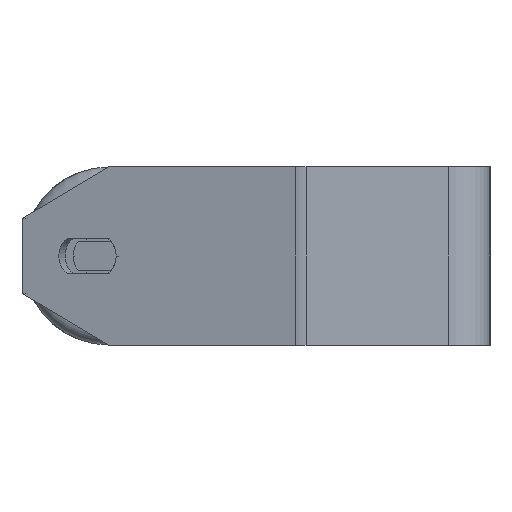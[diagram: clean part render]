
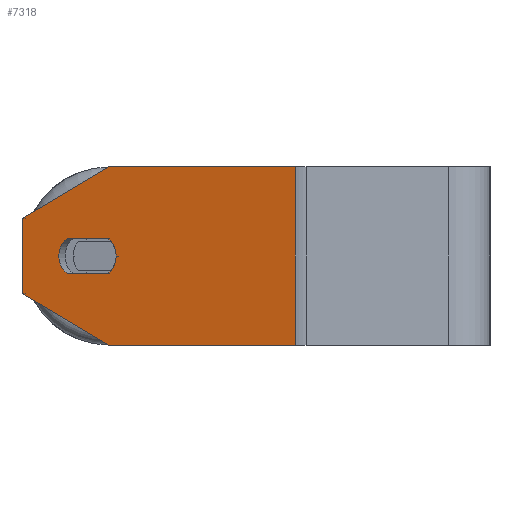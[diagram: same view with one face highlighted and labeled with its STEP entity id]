
A CAD part, left-side view. The second image highlights one B-rep face of the part: STEP entity #7318.
In plain terms, the highlighted planar face has unit normal (-0.966, 0.259, 0).
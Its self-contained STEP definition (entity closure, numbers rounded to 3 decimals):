
#29 = PLANE ( 'NONE',  #2942 ) ;
#78 = LINE ( 'NONE', #807, #6528 ) ;
#118 = DIRECTION ( 'NONE',  ( 0.966, -0.259, 0. ) ) ;
#366 = DIRECTION ( 'NONE',  ( -0.259, -0.966, 0. ) ) ;
#431 = ORIENTED_EDGE ( 'NONE', *, *, #8118, .F. ) ;
#436 = CARTESIAN_POINT ( 'NONE',  ( -343.341, 125.936, 0. ) ) ;
#461 = DIRECTION ( 'NONE',  ( -0.259, -0.966, 0. ) ) ;
#491 = LINE ( 'NONE', #7656, #1301 ) ;
#519 = CARTESIAN_POINT ( 'NONE',  ( -342.694, 128.351, 30. ) ) ;
#635 = EDGE_CURVE ( 'NONE', #664, #3601, #5106, .T. ) ;
#664 = VERTEX_POINT ( 'NONE', #519 ) ;
#713 = DIRECTION ( 'NONE',  ( 0.259, 0.966, 0. ) ) ;
#752 = FACE_OUTER_BOUND ( 'NONE', #6377, .T. ) ;
#807 = CARTESIAN_POINT ( 'NONE',  ( -334.929, 157.329, -30. ) ) ;
#1059 = ORIENTED_EDGE ( 'NONE', *, *, #6546, .F. ) ;
#1099 = LINE ( 'NONE', #4319, #8190 ) ;
#1135 = CARTESIAN_POINT ( 'NONE',  ( -334.929, 157.329, -12.679 ) ) ;
#1301 = VECTOR ( 'NONE', #366, 1000. ) ;
#1315 = DIRECTION ( 'NONE',  ( -0.966, 0.259, 0. ) ) ;
#1440 = DIRECTION ( 'NONE',  ( 0.259, 0.966, 0. ) ) ;
#1457 = CARTESIAN_POINT ( 'NONE',  ( -334.929, 157.329, 12.679 ) ) ;
#1569 = EDGE_CURVE ( 'NONE', #3601, #2904, #1099, .T. ) ;
#1673 = VERTEX_POINT ( 'NONE', #1988 ) ;
#1742 = DIRECTION ( 'NONE',  ( 0., 0., -1. ) ) ;
#1748 = CARTESIAN_POINT ( 'NONE',  ( -341.4, 133.181, 0. ) ) ;
#1846 = DIRECTION ( 'NONE',  ( 0.224, 0.837, -0.5 ) ) ;
#1873 = DIRECTION ( 'NONE',  ( -0.966, 0.259, 0. ) ) ;
#1988 = CARTESIAN_POINT ( 'NONE',  ( -338.941, 142.357, -6. ) ) ;
#2362 = CARTESIAN_POINT ( 'NONE',  ( -338.941, 142.357, 6. ) ) ;
#2615 = EDGE_CURVE ( 'NONE', #7415, #3322, #78, .T. ) ;
#2659 = CARTESIAN_POINT ( 'NONE',  ( -359.523, 65.544, 30. ) ) ;
#2812 = CARTESIAN_POINT ( 'NONE',  ( -342.694, 128.351, -30. ) ) ;
#2879 = DIRECTION ( 'NONE',  ( 0.259, 0.966, 0. ) ) ;
#2904 = VERTEX_POINT ( 'NONE', #1135 ) ;
#2940 = EDGE_CURVE ( 'NONE', #664, #5489, #7896, .T. ) ;
#2942 = AXIS2_PLACEMENT_3D ( 'NONE', #5301, #118, #1440 ) ;
#3022 = ORIENTED_EDGE ( 'NONE', *, *, #3425, .F. ) ;
#3129 = LINE ( 'NONE', #6343, #7454 ) ;
#3132 = CARTESIAN_POINT ( 'NONE',  ( -359.523, 65.544, 30. ) ) ;
#3156 = CARTESIAN_POINT ( 'NONE',  ( -334.929, 157.329, 30. ) ) ;
#3206 = AXIS2_PLACEMENT_3D ( 'NONE', #5893, #1315, #713 ) ;
#3207 = CARTESIAN_POINT ( 'NONE',  ( -342.564, 128.834, -6. ) ) ;
#3310 = DIRECTION ( 'NONE',  ( -0.259, -0.966, 0. ) ) ;
#3322 = VERTEX_POINT ( 'NONE', #6277 ) ;
#3425 = EDGE_CURVE ( 'NONE', #3730, #5462, #7507, .T. ) ;
#3601 = VERTEX_POINT ( 'NONE', #1457 ) ;
#3679 = EDGE_LOOP ( 'NONE', ( #6376, #3878, #1059, #3022, #7679 ) ) ;
#3730 = VERTEX_POINT ( 'NONE', #436 ) ;
#3878 = ORIENTED_EDGE ( 'NONE', *, *, #7251, .F. ) ;
#4123 = VECTOR ( 'NONE', #2879, 1000. ) ;
#4141 = EDGE_CURVE ( 'NONE', #7147, #3730, #7385, .T. ) ;
#4319 = CARTESIAN_POINT ( 'NONE',  ( -334.929, 157.329, 30. ) ) ;
#4447 = DIRECTION ( 'NONE',  ( -0.224, -0.837, -0.5 ) ) ;
#4499 = AXIS2_PLACEMENT_3D ( 'NONE', #1748, #1873, #461 ) ;
#4572 = FACE_BOUND ( 'NONE', #3679, .T. ) ;
#4597 = DIRECTION ( 'NONE',  ( -0.259, -0.966, 0. ) ) ;
#5047 = ORIENTED_EDGE ( 'NONE', *, *, #1569, .T. ) ;
#5102 = CARTESIAN_POINT ( 'NONE',  ( -342.564, 128.834, 6. ) ) ;
#5106 = LINE ( 'NONE', #6389, #7494 ) ;
#5202 = LINE ( 'NONE', #2659, #7869 ) ;
#5301 = CARTESIAN_POINT ( 'NONE',  ( -334.929, 157.329, 30. ) ) ;
#5310 = DIRECTION ( 'NONE',  ( -0.259, -0.966, 0. ) ) ;
#5423 = VERTEX_POINT ( 'NONE', #2362 ) ;
#5462 = VERTEX_POINT ( 'NONE', #5102 ) ;
#5489 = VERTEX_POINT ( 'NONE', #3132 ) ;
#5602 = ORIENTED_EDGE ( 'NONE', *, *, #2940, .F. ) ;
#5742 = ORIENTED_EDGE ( 'NONE', *, *, #2615, .T. ) ;
#5893 = CARTESIAN_POINT ( 'NONE',  ( -340.106, 138.011, 0. ) ) ;
#5952 = DIRECTION ( 'NONE',  ( 0., 0., -1. ) ) ;
#6108 = ORIENTED_EDGE ( 'NONE', *, *, #635, .T. ) ;
#6135 = LINE ( 'NONE', #7421, #4123 ) ;
#6277 = CARTESIAN_POINT ( 'NONE',  ( -359.523, 65.544, -30. ) ) ;
#6343 = CARTESIAN_POINT ( 'NONE',  ( -342.694, 128.351, -30. ) ) ;
#6376 = ORIENTED_EDGE ( 'NONE', *, *, #7962, .F. ) ;
#6377 = EDGE_LOOP ( 'NONE', ( #5047, #8402, #5742, #431, #5602, #6108 ) ) ;
#6389 = CARTESIAN_POINT ( 'NONE',  ( -334.929, 157.329, 12.679 ) ) ;
#6528 = VECTOR ( 'NONE', #5310, 1000. ) ;
#6546 = EDGE_CURVE ( 'NONE', #5462, #5423, #6135, .T. ) ;
#6559 = DIRECTION ( 'NONE',  ( -0.966, 0.259, 0. ) ) ;
#7091 = AXIS2_PLACEMENT_3D ( 'NONE', #7883, #6559, #3310 ) ;
#7147 = VERTEX_POINT ( 'NONE', #3207 ) ;
#7168 = EDGE_CURVE ( 'NONE', #2904, #7415, #3129, .T. ) ;
#7251 = EDGE_CURVE ( 'NONE', #5423, #1673, #7990, .T. ) ;
#7318 = ADVANCED_FACE ( 'NONE', ( #4572, #752 ), #29, .F. ) ;
#7385 = CIRCLE ( 'NONE', #4499, 7.5 ) ;
#7415 = VERTEX_POINT ( 'NONE', #2812 ) ;
#7421 = CARTESIAN_POINT ( 'NONE',  ( -342.564, 128.834, 6. ) ) ;
#7454 = VECTOR ( 'NONE', #4447, 1000. ) ;
#7494 = VECTOR ( 'NONE', #1846, 1000. ) ;
#7507 = CIRCLE ( 'NONE', #7091, 7.5 ) ;
#7644 = VECTOR ( 'NONE', #4597, 1000. ) ;
#7656 = CARTESIAN_POINT ( 'NONE',  ( -342.564, 128.834, -6. ) ) ;
#7679 = ORIENTED_EDGE ( 'NONE', *, *, #4141, .F. ) ;
#7869 = VECTOR ( 'NONE', #5952, 1000. ) ;
#7883 = CARTESIAN_POINT ( 'NONE',  ( -341.4, 133.181, 0. ) ) ;
#7896 = LINE ( 'NONE', #3156, #7644 ) ;
#7962 = EDGE_CURVE ( 'NONE', #1673, #7147, #491, .T. ) ;
#7990 = CIRCLE ( 'NONE', #3206, 7.5 ) ;
#8118 = EDGE_CURVE ( 'NONE', #5489, #3322, #5202, .T. ) ;
#8190 = VECTOR ( 'NONE', #1742, 1000. ) ;
#8402 = ORIENTED_EDGE ( 'NONE', *, *, #7168, .T. ) ;
